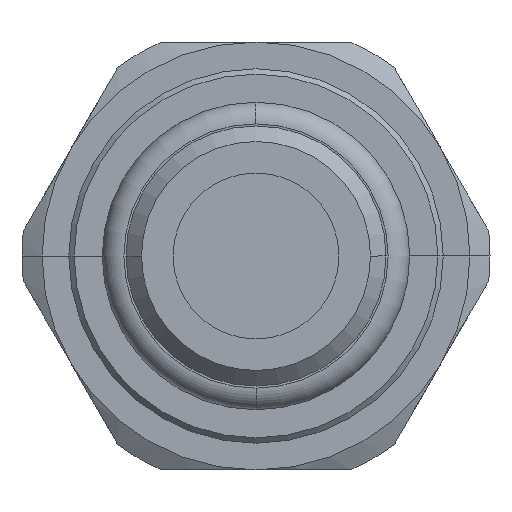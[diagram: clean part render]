
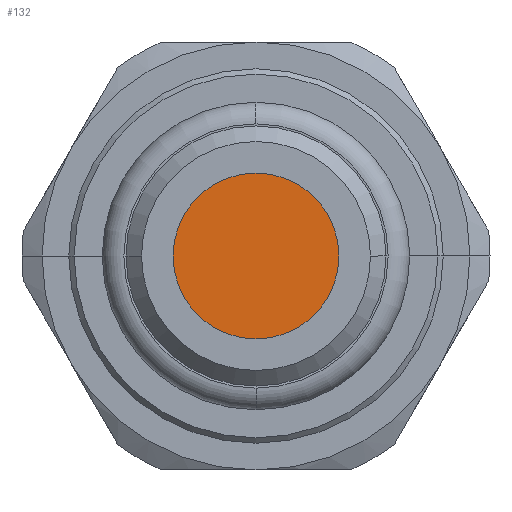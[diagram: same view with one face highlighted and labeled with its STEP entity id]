
A CAD part, front view. The second image highlights one B-rep face of the part: STEP entity #132.
In plain terms, the highlighted planar face has unit normal (0, -1, 0).
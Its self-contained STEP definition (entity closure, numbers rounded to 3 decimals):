
#132=ADVANCED_FACE('',(#336),#337,.T.);
#336=FACE_OUTER_BOUND('',#565,.T.);
#337=PLANE('',#566);
#565=EDGE_LOOP('',(#1278,#1279));
#566=AXIS2_PLACEMENT_3D('',#1280,#1281,#1282);
#1278=ORIENTED_EDGE('',*,*,#1709,.F.);
#1279=ORIENTED_EDGE('',*,*,#1558,.F.);
#1280=CARTESIAN_POINT('',(-1.55,9.627,0.0));
#1281=DIRECTION('',(0.0,-1.0,-0.0));
#1282=DIRECTION('',(1.0,0.0,0.0));
#1558=EDGE_CURVE('',#1886,#1882,#1888,.T.);
#1709=EDGE_CURVE('',#1882,#1886,#2126,.T.);
#1882=VERTEX_POINT('',#2344);
#1886=VERTEX_POINT('',#2349);
#1888=CIRCLE('',#2352,3.1);
#2126=CIRCLE('',#2983,3.1);
#2344=CARTESIAN_POINT('',(-3.1,9.627,0.0));
#2349=CARTESIAN_POINT('',(3.1,9.627,0.));
#2352=AXIS2_PLACEMENT_3D('',#3198,#3199,#3200);
#2983=AXIS2_PLACEMENT_3D('',#3443,#3444,#3445);
#3198=CARTESIAN_POINT('',(0.0,9.627,0.0));
#3199=DIRECTION('',(0.0,1.0,0.0));
#3200=DIRECTION('',(-1.0,0.0,0.0));
#3443=CARTESIAN_POINT('',(0.0,9.627,0.0));
#3444=DIRECTION('',(0.0,1.0,0.0));
#3445=DIRECTION('',(-1.0,0.0,0.0));
